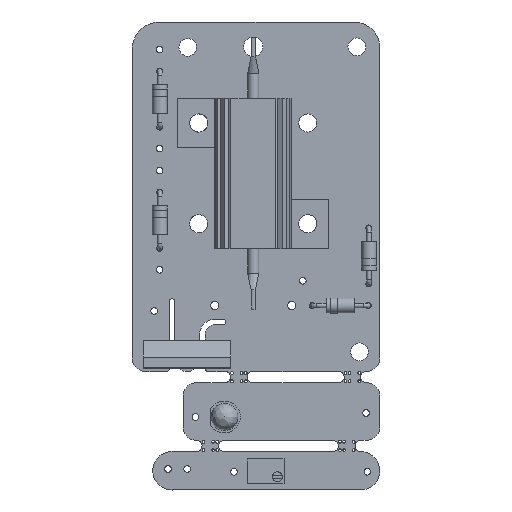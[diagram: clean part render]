
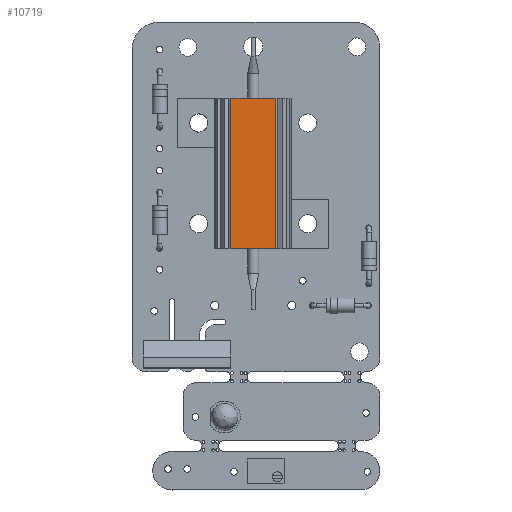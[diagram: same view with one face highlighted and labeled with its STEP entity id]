
A CAD part, top view. The second image highlights one B-rep face of the part: STEP entity #10719.
In plain terms, the highlighted free-form (B-spline) face has degree [1, 1] with [2, 2] control points.
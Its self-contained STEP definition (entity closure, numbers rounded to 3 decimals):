
#6531 = VERTEX_POINT('',#6532);
#6532 = CARTESIAN_POINT('',(-13.65,12.7,4.063));
#6541 = B_SPLINE_SURFACE_WITH_KNOTS('',1,1,(
    (#6542,#6543)
    ,(#6544,#6545
    )),.UNSPECIFIED.,.F.,.F.,.F.,(2,2),(2,2),(-13.715,6.985),(0.,12.7),
  .PIECEWISE_BEZIER_KNOTS.);
#6542 = CARTESIAN_POINT('',(-13.65,0.,13.715));
#6543 = CARTESIAN_POINT('',(-13.65,12.7,13.715));
#6544 = CARTESIAN_POINT('',(-13.65,0.,-6.985));
#6545 = CARTESIAN_POINT('',(-13.65,12.7,-6.985));
#6553 = ( BOUNDED_SURFACE() B_SPLINE_SURFACE(2,1,(
    (#6554,#6555)
    ,(#6556,#6557)
    ,(#6558,#6559
)),.UNSPECIFIED.,.F.,.F.,.F.) B_SPLINE_SURFACE_WITH_KNOTS((3,3),(2,2),(
    2.19,2.253),(-27.3,0.),.PIECEWISE_BEZIER_KNOTS.) 
GEOMETRIC_REPRESENTATION_ITEM() RATIONAL_B_SPLINE_SURFACE((
    (1.,1.)
    ,(1.,1.)
,(1.,1.))) REPRESENTATION_ITEM('') SURFACE() );
#6554 = CARTESIAN_POINT('',(-13.65,12.7,4.063));
#6555 = CARTESIAN_POINT('',(13.65,12.7,4.063));
#6556 = CARTESIAN_POINT('',(-13.65,12.572,4.242));
#6557 = CARTESIAN_POINT('',(13.65,12.572,4.242));
#6558 = CARTESIAN_POINT('',(-13.65,12.434,4.413));
#6559 = CARTESIAN_POINT('',(13.65,12.434,4.413));
#7668 = VERTEX_POINT('',#7669);
#7669 = CARTESIAN_POINT('',(-13.65,12.7,-4.063));
#7683 = ( BOUNDED_SURFACE() B_SPLINE_SURFACE(2,1,(
    (#7684,#7685)
    ,(#7686,#7687)
    ,(#7688,#7689
)),.UNSPECIFIED.,.F.,.F.,.F.) B_SPLINE_SURFACE_WITH_KNOTS((3,3),(2,2),(
    0.889,0.951),(-27.3,0.),.PIECEWISE_BEZIER_KNOTS.) 
GEOMETRIC_REPRESENTATION_ITEM() RATIONAL_B_SPLINE_SURFACE((
    (1.,1.)
    ,(1.,1.)
,(1.,1.))) REPRESENTATION_ITEM('') SURFACE() );
#7684 = CARTESIAN_POINT('',(-13.65,12.434,-4.413));
#7685 = CARTESIAN_POINT('',(13.65,12.434,-4.413));
#7686 = CARTESIAN_POINT('',(-13.65,12.572,-4.242));
#7687 = CARTESIAN_POINT('',(13.65,12.572,-4.242));
#7688 = CARTESIAN_POINT('',(-13.65,12.7,-4.063));
#7689 = CARTESIAN_POINT('',(13.65,12.7,-4.063));
#7697 = EDGE_CURVE('',#7668,#6531,#7698,.T.);
#7698 = SURFACE_CURVE('',#7699,(#7702,#7708),.PCURVE_S1.);
#7699 = B_SPLINE_CURVE_WITH_KNOTS('',1,(#7700,#7701),.UNSPECIFIED.,.F.,
  .F.,(2,2),(0.,8.126),.PIECEWISE_BEZIER_KNOTS.);
#7700 = CARTESIAN_POINT('',(-13.65,12.7,-4.063));
#7701 = CARTESIAN_POINT('',(-13.65,12.7,4.063));
#7702 = PCURVE('',#6541,#7703);
#7703 = DEFINITIONAL_REPRESENTATION('',(#7704),#7707);
#7704 = B_SPLINE_CURVE_WITH_KNOTS('',1,(#7705,#7706),.UNSPECIFIED.,.F.,
  .F.,(2,2),(0.,8.126),.PIECEWISE_BEZIER_KNOTS.);
#7705 = CARTESIAN_POINT('',(4.063,12.7));
#7706 = CARTESIAN_POINT('',(-4.063,12.7));
#7707 = ( GEOMETRIC_REPRESENTATION_CONTEXT(2) 
PARAMETRIC_REPRESENTATION_CONTEXT() REPRESENTATION_CONTEXT('2D SPACE',''
  ) );
#7708 = PCURVE('',#7709,#7714);
#7709 = B_SPLINE_SURFACE_WITH_KNOTS('',1,1,(
    (#7710,#7711)
    ,(#7712,#7713
    )),.UNSPECIFIED.,.F.,.F.,.F.,(2,2),(2,2),(2.922,
    11.048),(0.,27.3),.PIECEWISE_BEZIER_KNOTS.);
#7710 = CARTESIAN_POINT('',(-13.65,12.7,-4.063));
#7711 = CARTESIAN_POINT('',(13.65,12.7,-4.063));
#7712 = CARTESIAN_POINT('',(-13.65,12.7,4.063));
#7713 = CARTESIAN_POINT('',(13.65,12.7,4.063));
#7714 = DEFINITIONAL_REPRESENTATION('',(#7715),#7718);
#7715 = B_SPLINE_CURVE_WITH_KNOTS('',1,(#7716,#7717),.UNSPECIFIED.,.F.,
  .F.,(2,2),(0.,8.126),.PIECEWISE_BEZIER_KNOTS.);
#7716 = CARTESIAN_POINT('',(2.922,0.));
#7717 = CARTESIAN_POINT('',(11.048,0.));
#7718 = ( GEOMETRIC_REPRESENTATION_CONTEXT(2) 
PARAMETRIC_REPRESENTATION_CONTEXT() REPRESENTATION_CONTEXT('2D SPACE',''
  ) );
#7905 = B_SPLINE_SURFACE_WITH_KNOTS('',1,1,(
    (#7906,#7907)
    ,(#7908,#7909
    )),.UNSPECIFIED.,.F.,.F.,.F.,(2,2),(2,2),(-6.985,13.715),(0.,12.7),
  .PIECEWISE_BEZIER_KNOTS.);
#7906 = CARTESIAN_POINT('',(13.65,0.,6.985));
#7907 = CARTESIAN_POINT('',(13.65,12.7,6.985));
#7908 = CARTESIAN_POINT('',(13.65,0.,-13.715));
#7909 = CARTESIAN_POINT('',(13.65,12.7,-13.715));
#9046 = VERTEX_POINT('',#9047);
#9047 = CARTESIAN_POINT('',(13.65,12.7,-4.063));
#9068 = EDGE_CURVE('',#9046,#9069,#9071,.T.);
#9069 = VERTEX_POINT('',#9070);
#9070 = CARTESIAN_POINT('',(13.65,12.7,4.063));
#9071 = SURFACE_CURVE('',#9072,(#9075,#9081),.PCURVE_S1.);
#9072 = B_SPLINE_CURVE_WITH_KNOTS('',1,(#9073,#9074),.UNSPECIFIED.,.F.,
  .F.,(2,2),(0.,8.126),.PIECEWISE_BEZIER_KNOTS.);
#9073 = CARTESIAN_POINT('',(13.65,12.7,-4.063));
#9074 = CARTESIAN_POINT('',(13.65,12.7,4.063));
#9075 = PCURVE('',#7905,#9076);
#9076 = DEFINITIONAL_REPRESENTATION('',(#9077),#9080);
#9077 = B_SPLINE_CURVE_WITH_KNOTS('',1,(#9078,#9079),.UNSPECIFIED.,.F.,
  .F.,(2,2),(0.,8.126),.PIECEWISE_BEZIER_KNOTS.);
#9078 = CARTESIAN_POINT('',(4.063,12.7));
#9079 = CARTESIAN_POINT('',(-4.063,12.7));
#9080 = ( GEOMETRIC_REPRESENTATION_CONTEXT(2) 
PARAMETRIC_REPRESENTATION_CONTEXT() REPRESENTATION_CONTEXT('2D SPACE',''
  ) );
#9081 = PCURVE('',#7709,#9082);
#9082 = DEFINITIONAL_REPRESENTATION('',(#9083),#9086);
#9083 = B_SPLINE_CURVE_WITH_KNOTS('',1,(#9084,#9085),.UNSPECIFIED.,.F.,
  .F.,(2,2),(0.,8.126),.PIECEWISE_BEZIER_KNOTS.);
#9084 = CARTESIAN_POINT('',(2.922,27.3));
#9085 = CARTESIAN_POINT('',(11.048,27.3));
#9086 = ( GEOMETRIC_REPRESENTATION_CONTEXT(2) 
PARAMETRIC_REPRESENTATION_CONTEXT() REPRESENTATION_CONTEXT('2D SPACE',''
  ) );
#9296 = EDGE_CURVE('',#6531,#9069,#9297,.T.);
#9297 = SURFACE_CURVE('',#9298,(#9301,#9308),.PCURVE_S1.);
#9298 = B_SPLINE_CURVE_WITH_KNOTS('',1,(#9299,#9300),.UNSPECIFIED.,.F.,
  .F.,(2,2),(0.,27.3),.PIECEWISE_BEZIER_KNOTS.);
#9299 = CARTESIAN_POINT('',(-13.65,12.7,4.063));
#9300 = CARTESIAN_POINT('',(13.65,12.7,4.063));
#9301 = PCURVE('',#6553,#9302);
#9302 = DEFINITIONAL_REPRESENTATION('',(#9303),#9307);
#9303 = B_SPLINE_CURVE_WITH_KNOTS('',2,(#9304,#9305,#9306),
  .UNSPECIFIED.,.F.,.F.,(3,3),(0.,27.3),.PIECEWISE_BEZIER_KNOTS.);
#9304 = CARTESIAN_POINT('',(2.19,-27.3));
#9305 = CARTESIAN_POINT('',(2.19,-13.65));
#9306 = CARTESIAN_POINT('',(2.19,0.));
#9307 = ( GEOMETRIC_REPRESENTATION_CONTEXT(2) 
PARAMETRIC_REPRESENTATION_CONTEXT() REPRESENTATION_CONTEXT('2D SPACE',''
  ) );
#9308 = PCURVE('',#7709,#9309);
#9309 = DEFINITIONAL_REPRESENTATION('',(#9310),#9313);
#9310 = B_SPLINE_CURVE_WITH_KNOTS('',1,(#9311,#9312),.UNSPECIFIED.,.F.,
  .F.,(2,2),(0.,27.3),.PIECEWISE_BEZIER_KNOTS.);
#9311 = CARTESIAN_POINT('',(11.048,0.));
#9312 = CARTESIAN_POINT('',(11.048,27.3));
#9313 = ( GEOMETRIC_REPRESENTATION_CONTEXT(2) 
PARAMETRIC_REPRESENTATION_CONTEXT() REPRESENTATION_CONTEXT('2D SPACE',''
  ) );
#10567 = EDGE_CURVE('',#7668,#9046,#10568,.T.);
#10568 = SURFACE_CURVE('',#10569,(#10572,#10579),.PCURVE_S1.);
#10569 = B_SPLINE_CURVE_WITH_KNOTS('',1,(#10570,#10571),.UNSPECIFIED.,
  .F.,.F.,(2,2),(0.,27.3),.PIECEWISE_BEZIER_KNOTS.);
#10570 = CARTESIAN_POINT('',(-13.65,12.7,-4.063));
#10571 = CARTESIAN_POINT('',(13.65,12.7,-4.063));
#10572 = PCURVE('',#7683,#10573);
#10573 = DEFINITIONAL_REPRESENTATION('',(#10574),#10578);
#10574 = B_SPLINE_CURVE_WITH_KNOTS('',2,(#10575,#10576,#10577),
  .UNSPECIFIED.,.F.,.F.,(3,3),(0.,27.3),.PIECEWISE_BEZIER_KNOTS.);
#10575 = CARTESIAN_POINT('',(0.951,-27.3));
#10576 = CARTESIAN_POINT('',(0.951,-13.65));
#10577 = CARTESIAN_POINT('',(0.951,0.));
#10578 = ( GEOMETRIC_REPRESENTATION_CONTEXT(2) 
PARAMETRIC_REPRESENTATION_CONTEXT() REPRESENTATION_CONTEXT('2D SPACE',''
  ) );
#10579 = PCURVE('',#7709,#10580);
#10580 = DEFINITIONAL_REPRESENTATION('',(#10581),#10584);
#10581 = B_SPLINE_CURVE_WITH_KNOTS('',1,(#10582,#10583),.UNSPECIFIED.,
  .F.,.F.,(2,2),(0.,27.3),.PIECEWISE_BEZIER_KNOTS.);
#10582 = CARTESIAN_POINT('',(2.922,0.));
#10583 = CARTESIAN_POINT('',(2.922,27.3));
#10584 = ( GEOMETRIC_REPRESENTATION_CONTEXT(2) 
PARAMETRIC_REPRESENTATION_CONTEXT() REPRESENTATION_CONTEXT('2D SPACE',''
  ) );
#10719 = ADVANCED_FACE('',(#10720),#7709,.T.);
#10720 = FACE_BOUND('',#10721,.F.);
#10721 = EDGE_LOOP('',(#10722,#10723,#10724,#10725));
#10722 = ORIENTED_EDGE('',*,*,#10567,.T.);
#10723 = ORIENTED_EDGE('',*,*,#9068,.T.);
#10724 = ORIENTED_EDGE('',*,*,#9296,.F.);
#10725 = ORIENTED_EDGE('',*,*,#7697,.F.);
